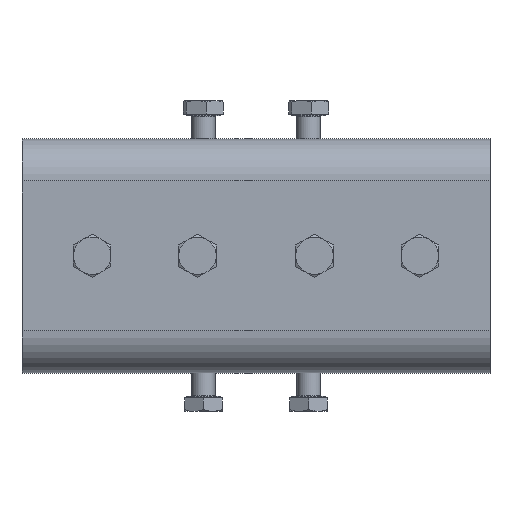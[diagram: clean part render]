
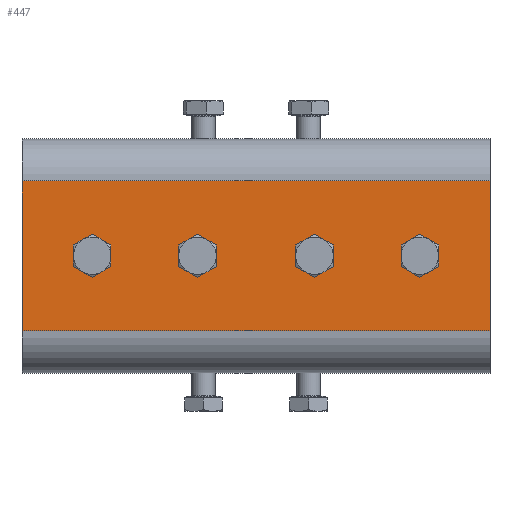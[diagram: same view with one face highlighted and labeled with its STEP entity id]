
A CAD part, top view. The second image highlights one B-rep face of the part: STEP entity #447.
In plain terms, the highlighted face is planar.
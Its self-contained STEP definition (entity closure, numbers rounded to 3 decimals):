
#447=ADVANCED_FACE('',(#936,#937,#938,#939,#940),#941,.T.);
#936=FACE_OUTER_BOUND('',#1622,.T.);
#937=FACE_BOUND('',#1623,.T.);
#938=FACE_BOUND('',#1624,.T.);
#939=FACE_BOUND('',#1625,.T.);
#940=FACE_BOUND('',#1626,.T.);
#941=PLANE('',#1627);
#1622=EDGE_LOOP('',(#2316,#2317,#2318,#2319));
#1623=EDGE_LOOP('',(#2320));
#1624=EDGE_LOOP('',(#2321));
#1625=EDGE_LOOP('',(#2322));
#1626=EDGE_LOOP('',(#2323));
#1627=AXIS2_PLACEMENT_3D('',#2324,#2325,#2326);
#2316=ORIENTED_EDGE('',*,*,#3887,.F.);
#2317=ORIENTED_EDGE('',*,*,#3888,.F.);
#2318=ORIENTED_EDGE('',*,*,#3889,.T.);
#2319=ORIENTED_EDGE('',*,*,#3890,.T.);
#2320=ORIENTED_EDGE('',*,*,#3869,.F.);
#2321=ORIENTED_EDGE('',*,*,#3891,.F.);
#2322=ORIENTED_EDGE('',*,*,#3892,.F.);
#2323=ORIENTED_EDGE('',*,*,#3893,.F.);
#2324=CARTESIAN_POINT('',(-1002.951,2166.016,6629.073));
#2325=DIRECTION('',(0.,1.,0.));
#2326=DIRECTION('',(1.,0.,0.));
#3869=EDGE_CURVE('',#4467,#4467,#4468,.T.);
#3887=EDGE_CURVE('',#4498,#4499,#4500,.T.);
#3888=EDGE_CURVE('',#4501,#4498,#4502,.T.);
#3889=EDGE_CURVE('',#4501,#4503,#4504,.T.);
#3890=EDGE_CURVE('',#4503,#4499,#4505,.T.);
#3891=EDGE_CURVE('',#4506,#4506,#4507,.T.);
#3892=EDGE_CURVE('',#4508,#4508,#4509,.T.);
#3893=EDGE_CURVE('',#4510,#4510,#4511,.T.);
#4467=VERTEX_POINT('',#5331);
#4468=CIRCLE('',#5332,4.7);
#4498=VERTEX_POINT('',#5376);
#4499=VERTEX_POINT('',#5377);
#4500=LINE('',#5378,#5379);
#4501=VERTEX_POINT('',#5380);
#4502=LINE('',#5381,#5382);
#4503=VERTEX_POINT('',#5383);
#4504=LINE('',#5384,#5385);
#4505=LINE('',#5386,#5387);
#4506=VERTEX_POINT('',#5388);
#4507=CIRCLE('',#5389,4.7);
#4508=VERTEX_POINT('',#5390);
#4509=CIRCLE('',#5391,4.7);
#4510=VERTEX_POINT('',#5392);
#4511=CIRCLE('',#5393,4.7);
#5331=CARTESIAN_POINT('',(-970.951,2166.016,6663.773));
#5332=AXIS2_PLACEMENT_3D('',#6947,#6948,#6949);
#5376=CARTESIAN_POINT('',(-938.951,2166.016,6829.073));
#5377=CARTESIAN_POINT('',(-1002.951,2166.016,6829.073));
#5378=CARTESIAN_POINT('',(-1002.951,2166.016,6829.073));
#5379=VECTOR('',#6976,1.);
#5380=CARTESIAN_POINT('',(-938.951,2166.016,6629.073));
#5381=CARTESIAN_POINT('',(-938.951,2166.016,6629.073));
#5382=VECTOR('',#6977,1.);
#5383=CARTESIAN_POINT('',(-1002.951,2166.016,6629.073));
#5384=CARTESIAN_POINT('',(-1002.951,2166.016,6629.073));
#5385=VECTOR('',#6978,1.);
#5386=CARTESIAN_POINT('',(-1002.951,2166.016,6629.073));
#5387=VECTOR('',#6979,1.);
#5388=CARTESIAN_POINT('',(-970.951,2166.016,6803.773));
#5389=AXIS2_PLACEMENT_3D('',#6980,#6981,#6982);
#5390=CARTESIAN_POINT('',(-970.951,2166.016,6758.773));
#5391=AXIS2_PLACEMENT_3D('',#6983,#6984,#6985);
#5392=CARTESIAN_POINT('',(-970.951,2166.016,6708.773));
#5393=AXIS2_PLACEMENT_3D('',#6986,#6987,#6988);
#6947=CARTESIAN_POINT('',(-970.951,2166.016,6659.073));
#6948=DIRECTION('',(0.,1.,0.));
#6949=DIRECTION('',(0.,0.,1.));
#6976=DIRECTION('',(-1.,0.,0.));
#6977=DIRECTION('',(0.,0.,1.));
#6978=DIRECTION('',(-1.,0.,0.));
#6979=DIRECTION('',(0.,0.,1.));
#6980=CARTESIAN_POINT('',(-970.951,2166.016,6799.073));
#6981=DIRECTION('',(0.,1.,0.));
#6982=DIRECTION('',(0.,0.,1.));
#6983=CARTESIAN_POINT('',(-970.951,2166.016,6754.073));
#6984=DIRECTION('',(0.,1.,0.));
#6985=DIRECTION('',(0.,0.,1.));
#6986=CARTESIAN_POINT('',(-970.951,2166.016,6704.073));
#6987=DIRECTION('',(0.,1.,0.));
#6988=DIRECTION('',(0.,0.,1.));
